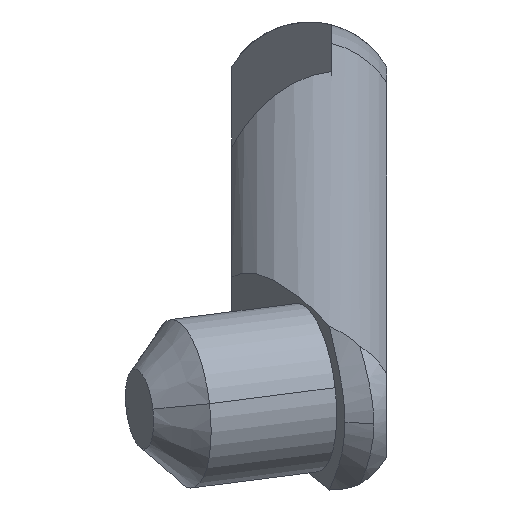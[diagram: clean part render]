
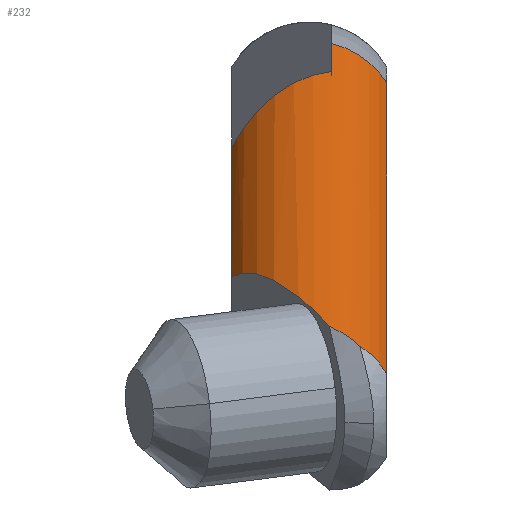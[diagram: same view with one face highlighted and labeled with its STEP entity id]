
A CAD part, left-side view. The second image highlights one B-rep face of the part: STEP entity #232.
In plain terms, the highlighted cylindrical face has radius 2 mm (diameter 4 mm), a partial arc.
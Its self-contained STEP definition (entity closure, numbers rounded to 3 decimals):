
#10 = CARTESIAN_POINT ( 'NONE',  ( -18.17, 1.732, 0.638 ) ) ;
#32 = DIRECTION ( 'NONE',  ( -0.94, 0., -0.342 ) ) ;
#43 = LINE ( 'NONE', #10, #1604 ) ;
#92 = VERTEX_POINT ( 'NONE', #2174 ) ;
#102 = CARTESIAN_POINT ( 'NONE',  ( -36.159, -0.942, -5.095 ) ) ;
#137 = CARTESIAN_POINT ( 'NONE',  ( -35.911, -0.45, -4.809 ) ) ;
#151 = EDGE_CURVE ( 'NONE', #1989, #1603, #1043, .T. ) ;
#154 = CYLINDRICAL_SURFACE ( 'NONE', #2210, 2. ) ;
#190 = CARTESIAN_POINT ( 'NONE',  ( -30.118, 1.732, -3.71 ) ) ;
#232 = ADVANCED_FACE ( 'NONE', ( #2412 ), #154, .T. ) ;
#234 = DIRECTION ( 'NONE',  ( -0.94, 0., -0.342 ) ) ;
#268 = CARTESIAN_POINT ( 'NONE',  ( -21.866, 1.265, 0.154 ) ) ;
#293 = CARTESIAN_POINT ( 'NONE',  ( -22.169, 1.732, -0.817 ) ) ;
#334 = CARTESIAN_POINT ( 'NONE',  ( -35.942, -0.51, -4.835 ) ) ;
#384 = CARTESIAN_POINT ( 'NONE',  ( -18.17, -1.732, 0.638 ) ) ;
#389 = VERTEX_POINT ( 'NONE', #537 ) ;
#446 = CARTESIAN_POINT ( 'NONE',  ( -18.491, -0.5, 1.518 ) ) ;
#517 = CARTESIAN_POINT ( 'NONE',  ( -36.105, -0.833, -5.018 ) ) ;
#536 = DIRECTION ( 'NONE',  ( -0.342, 0., 0.94 ) ) ;
#537 = CARTESIAN_POINT ( 'NONE',  ( -20.204, -0.5, 0.895 ) ) ;
#547 = CARTESIAN_POINT ( 'NONE',  ( -18.491, -0.5, 1.518 ) ) ;
#689 = DIRECTION ( 'NONE',  ( 0.342, 0., -0.94 ) ) ;
#723 = DIRECTION ( 'NONE',  ( -0.94, 0., -0.342 ) ) ;
#770 = CARTESIAN_POINT ( 'NONE',  ( -17.828, 0., -0.302 ) ) ;
#771 = EDGE_CURVE ( 'NONE', #1989, #389, #2258, .T. ) ;
#835 = EDGE_CURVE ( 'NONE', #2213, #92, #2275, .T. ) ;
#837 = ORIENTED_EDGE ( 'NONE', *, *, #1505, .F. ) ;
#883 = ORIENTED_EDGE ( 'NONE', *, *, #1128, .T. ) ;
#929 = CARTESIAN_POINT ( 'NONE',  ( -31.532, 1.276, -3.384 ) ) ;
#935 = EDGE_CURVE ( 'NONE', #389, #1271, #2394, .T. ) ;
#946 = LINE ( 'NONE', #2318, #2272 ) ;
#956 = DIRECTION ( 'NONE',  ( -0.94, 0., -0.342 ) ) ;
#992 = CARTESIAN_POINT ( 'NONE',  ( -35.683, 0., -6.8 ) ) ;
#1017 = CARTESIAN_POINT ( 'NONE',  ( -20.204, -0.5, 0.895 ) ) ;
#1021 = EDGE_CURVE ( 'NONE', #92, #1305, #2074, .T. ) ;
#1028 = CARTESIAN_POINT ( 'NONE',  ( -36.198, -1.024, -5.158 ) ) ;
#1035 = ORIENTED_EDGE ( 'NONE', *, *, #151, .F. ) ;
#1043 = CIRCLE ( 'NONE', #1702, 2. ) ;
#1128 = EDGE_CURVE ( 'NONE', #2307, #1305, #1337, .T. ) ;
#1157 = ORIENTED_EDGE ( 'NONE', *, *, #935, .T. ) ;
#1203 = CARTESIAN_POINT ( 'NONE',  ( -21.108, 0.404, 0.814 ) ) ;
#1224 = CARTESIAN_POINT ( 'NONE',  ( -36.118, -0.86, -5.036 ) ) ;
#1271 = VERTEX_POINT ( 'NONE', #293 ) ;
#1282 = CARTESIAN_POINT ( 'NONE',  ( -30.118, 1.732, -3.71 ) ) ;
#1304 = AXIS2_PLACEMENT_3D ( 'NONE', #992, #234, #536 ) ;
#1305 = VERTEX_POINT ( 'NONE', #1747 ) ;
#1337 =( BOUNDED_CURVE ( )  B_SPLINE_CURVE ( 3, ( #190, #929, #1525, #2062 ),
 .UNSPECIFIED., .F., .T. ) 
 B_SPLINE_CURVE_WITH_KNOTS ( ( 4, 4 ),
 ( 3.665, 4.939 ),
 .UNSPECIFIED. ) 
 CURVE ( )  GEOMETRIC_REPRESENTATION_ITEM ( )  RATIONAL_B_SPLINE_CURVE ( ( 1., 0.869, 0.869, 1. ) ) 
 REPRESENTATION_ITEM ( '' )  );
#1382 = EDGE_LOOP ( 'NONE', ( #1614, #837, #1035, #1801, #1157, #1581, #883, #1617 ) ) ;
#1436 = CARTESIAN_POINT ( 'NONE',  ( -17.828, 0., -0.302 ) ) ;
#1446 = CARTESIAN_POINT ( 'NONE',  ( -36.062, -0.746, -4.962 ) ) ;
#1505 = EDGE_CURVE ( 'NONE', #1603, #2213, #946, .T. ) ;
#1514 = DIRECTION ( 'NONE',  ( 0.342, 0., -0.94 ) ) ;
#1525 = CARTESIAN_POINT ( 'NONE',  ( -33.753, 0.439, -3.805 ) ) ;
#1581 = ORIENTED_EDGE ( 'NONE', *, *, #2081, .T. ) ;
#1603 = VERTEX_POINT ( 'NONE', #384 ) ;
#1604 = VECTOR ( 'NONE', #32, 1000. ) ;
#1614 = ORIENTED_EDGE ( 'NONE', *, *, #835, .F. ) ;
#1617 = ORIENTED_EDGE ( 'NONE', *, *, #1021, .F. ) ;
#1618 = CARTESIAN_POINT ( 'NONE',  ( -35.973, -0.57, -4.864 ) ) ;
#1702 = AXIS2_PLACEMENT_3D ( 'NONE', #1436, #2342, #689 ) ;
#1747 = CARTESIAN_POINT ( 'NONE',  ( -35.911, -0.45, -4.809 ) ) ;
#1767 = CARTESIAN_POINT ( 'NONE',  ( -22.169, 1.732, -0.817 ) ) ;
#1801 = ORIENTED_EDGE ( 'NONE', *, *, #771, .T. ) ;
#1842 = CARTESIAN_POINT ( 'NONE',  ( -36.034, -0.69, -4.929 ) ) ;
#1852 = CARTESIAN_POINT ( 'NONE',  ( -36.025, -1.732, -5.86 ) ) ;
#1989 = VERTEX_POINT ( 'NONE', #446 ) ;
#2059 = DIRECTION ( 'NONE',  ( -0.94, 0., -0.342 ) ) ;
#2062 = CARTESIAN_POINT ( 'NONE',  ( -35.911, -0.45, -4.809 ) ) ;
#2074 = B_SPLINE_CURVE_WITH_KNOTS ( 'NONE', 3,
 ( #2304, #2145, #1028, #102, #2160, #1224, #517, #1446, #1842, #1618, #334, #137 ),
 .UNSPECIFIED., .F., .F.,
 ( 4, 2, 2, 2, 2, 4 ),
 ( 0., 0.25, 0.375, 0.5, 0.75, 1. ),
 .UNSPECIFIED. ) ;
#2081 = EDGE_CURVE ( 'NONE', #1271, #2307, #43, .T. ) ;
#2145 = CARTESIAN_POINT ( 'NONE',  ( -36.223, -1.078, -5.202 ) ) ;
#2160 = CARTESIAN_POINT ( 'NONE',  ( -36.145, -0.915, -5.075 ) ) ;
#2170 = VECTOR ( 'NONE', #956, 1000. ) ;
#2174 = CARTESIAN_POINT ( 'NONE',  ( -36.247, -1.131, -5.25 ) ) ;
#2210 = AXIS2_PLACEMENT_3D ( 'NONE', #770, #723, #1514 ) ;
#2213 = VERTEX_POINT ( 'NONE', #1852 ) ;
#2258 = LINE ( 'NONE', #547, #2170 ) ;
#2272 = VECTOR ( 'NONE', #2059, 1000. ) ;
#2275 = CIRCLE ( 'NONE', #1304, 2. ) ;
#2304 = CARTESIAN_POINT ( 'NONE',  ( -36.247, -1.131, -5.25 ) ) ;
#2307 = VERTEX_POINT ( 'NONE', #1282 ) ;
#2318 = CARTESIAN_POINT ( 'NONE',  ( -18.17, -1.732, 0.638 ) ) ;
#2342 = DIRECTION ( 'NONE',  ( 0.94, 0., 0.342 ) ) ;
#2394 =( BOUNDED_CURVE ( )  B_SPLINE_CURVE ( 3, ( #1017, #1203, #268, #1767 ),
 .UNSPECIFIED., .F., .T. ) 
 B_SPLINE_CURVE_WITH_KNOTS ( ( 4, 4 ),
 ( 4.288, 5.588 ),
 .UNSPECIFIED. ) 
 CURVE ( )  GEOMETRIC_REPRESENTATION_ITEM ( )  RATIONAL_B_SPLINE_CURVE ( ( 1., 0.864, 0.864, 1. ) ) 
 REPRESENTATION_ITEM ( '' )  );
#2412 = FACE_OUTER_BOUND ( 'NONE', #1382, .T. ) ;
